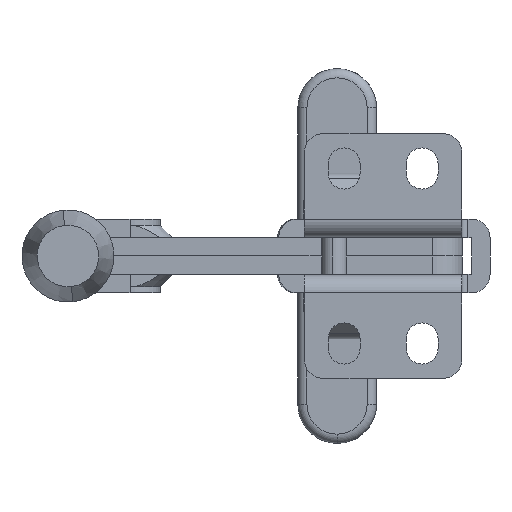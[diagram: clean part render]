
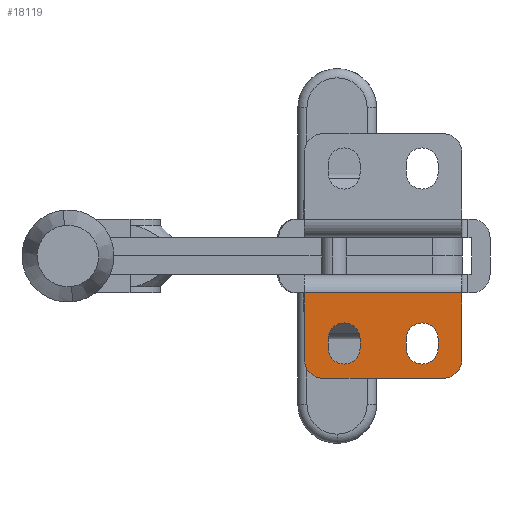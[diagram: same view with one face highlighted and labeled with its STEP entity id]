
A CAD part, front view. The second image highlights one B-rep face of the part: STEP entity #18119.
In plain terms, the highlighted planar face has unit normal (0, -1, 0).
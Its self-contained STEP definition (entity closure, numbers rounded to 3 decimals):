
#23 = AXIS2_PLACEMENT_3D ( 'NONE', #4863, #23095, #7478 ) ;
#67 = CARTESIAN_POINT ( 'NONE',  ( 0., 0., 12. ) ) ;
#396 = CARTESIAN_POINT ( 'NONE',  ( 0., 0., 0. ) ) ;
#575 = DIRECTION ( 'NONE',  ( 0., 1., 0. ) ) ;
#655 = CARTESIAN_POINT ( 'NONE',  ( -3.85, 0., -9. ) ) ;
#890 = EDGE_LOOP ( 'NONE', ( #2152, #23680, #1882, #27202, #5125, #7821 ) ) ;
#1426 = DIRECTION ( 'NONE',  ( -1., 0., 0. ) ) ;
#1443 = CARTESIAN_POINT ( 'NONE',  ( -6.45, 0., -9. ) ) ;
#1612 = CARTESIAN_POINT ( 'NONE',  ( -21.75, 0., 0. ) ) ;
#1882 = ORIENTED_EDGE ( 'NONE', *, *, #2711, .T. ) ;
#2152 = ORIENTED_EDGE ( 'NONE', *, *, #4821, .F. ) ;
#2711 = EDGE_CURVE ( 'NONE', #20127, #17705, #19866, .T. ) ;
#2911 = CARTESIAN_POINT ( 'NONE',  ( -25.6, 0., 12. ) ) ;
#3082 = DIRECTION ( 'NONE',  ( 0., 0., 1. ) ) ;
#3211 = CARTESIAN_POINT ( 'NONE',  ( -19.15, 0., -7.5 ) ) ;
#3361 = EDGE_CURVE ( 'NONE', #32445, #3469, #18624, .T. ) ;
#3389 = EDGE_CURVE ( 'NONE', #7275, #15115, #10061, .T. ) ;
#3469 = VERTEX_POINT ( 'NONE', #9420 ) ;
#3617 = EDGE_CURVE ( 'NONE', #22617, #32445, #12888, .T. ) ;
#3703 = VERTEX_POINT ( 'NONE', #5315 ) ;
#3843 = CARTESIAN_POINT ( 'NONE',  ( -19.15, 0., -9. ) ) ;
#4059 = CARTESIAN_POINT ( 'NONE',  ( -19.15, 0., -11.6 ) ) ;
#4064 = DIRECTION ( 'NONE',  ( -1., 0., 0. ) ) ;
#4101 = DIRECTION ( 'NONE',  ( 0., -1., 0. ) ) ;
#4249 = AXIS2_PLACEMENT_3D ( 'NONE', #3211, #21436, #5826 ) ;
#4336 = EDGE_CURVE ( 'NONE', #23312, #23263, #26782, .T. ) ;
#4553 = AXIS2_PLACEMENT_3D ( 'NONE', #1443, #19653, #4064 ) ;
#4591 = VECTOR ( 'NONE', #3082, 1000. ) ;
#4609 = CARTESIAN_POINT ( 'NONE',  ( -22.6, 0., -10.9 ) ) ;
#4821 = EDGE_CURVE ( 'NONE', #5150, #23312, #19843, .T. ) ;
#4863 = CARTESIAN_POINT ( 'NONE',  ( -19.15, 0., -9. ) ) ;
#5095 = EDGE_CURVE ( 'NONE', #19853, #22617, #26729, .T. ) ;
#5125 = ORIENTED_EDGE ( 'NONE', *, *, #32630, .T. ) ;
#5150 = VERTEX_POINT ( 'NONE', #30331 ) ;
#5250 = EDGE_CURVE ( 'NONE', #28290, #17705, #17303, .T. ) ;
#5315 = CARTESIAN_POINT ( 'NONE',  ( -9.05, 0., -7.5 ) ) ;
#5688 = CARTESIAN_POINT ( 'NONE',  ( -6.45, 0., -11.6 ) ) ;
#5826 = DIRECTION ( 'NONE',  ( -1., 0., 0. ) ) ;
#6426 = DIRECTION ( 'NONE',  ( -1., 0., 0. ) ) ;
#6610 = EDGE_CURVE ( 'NONE', #3469, #16529, #15203, .T. ) ;
#6642 = EDGE_CURVE ( 'NONE', #3703, #7275, #14392, .T. ) ;
#7210 = DIRECTION ( 'NONE',  ( -1., 0., 0. ) ) ;
#7255 = ORIENTED_EDGE ( 'NONE', *, *, #3361, .F. ) ;
#7275 = VERTEX_POINT ( 'NONE', #17151 ) ;
#7478 = DIRECTION ( 'NONE',  ( -1., 0., 0. ) ) ;
#7517 = CARTESIAN_POINT ( 'NONE',  ( -16.55, 0., -9. ) ) ;
#7821 = ORIENTED_EDGE ( 'NONE', *, *, #4336, .F. ) ;
#8731 = CIRCLE ( 'NONE', #4553, 2.6 ) ;
#8769 = DIRECTION ( 'NONE',  ( 0., -1., 0. ) ) ;
#9401 = AXIS2_PLACEMENT_3D ( 'NONE', #19694, #4101, #22336 ) ;
#9420 = CARTESIAN_POINT ( 'NONE',  ( -16.55, 0., -7.5 ) ) ;
#10061 = CIRCLE ( 'NONE', #9401, 2.6 ) ;
#10156 = LINE ( 'NONE', #396, #10989 ) ;
#10989 = VECTOR ( 'NONE', #24077, 1000. ) ;
#11152 = VECTOR ( 'NONE', #22364, 1000. ) ;
#11169 = CARTESIAN_POINT ( 'NONE',  ( -3.85, 0., 0. ) ) ;
#11282 = DIRECTION ( 'NONE',  ( 1., 0., 0. ) ) ;
#12375 = ORIENTED_EDGE ( 'NONE', *, *, #6610, .F. ) ;
#12888 = CIRCLE ( 'NONE', #23, 2.6 ) ;
#12892 = VECTOR ( 'NONE', #26166, 1000. ) ;
#12917 = VECTOR ( 'NONE', #18621, 1000. ) ;
#13166 = FACE_BOUND ( 'NONE', #25294, .T. ) ;
#13297 = VERTEX_POINT ( 'NONE', #655 ) ;
#13343 = CARTESIAN_POINT ( 'NONE',  ( -21.75, 0., -9. ) ) ;
#13360 = EDGE_CURVE ( 'NONE', #15115, #13297, #8731, .T. ) ;
#13969 = EDGE_CURVE ( 'NONE', #16529, #19853, #25011, .T. ) ;
#14392 = LINE ( 'NONE', #16306, #27466 ) ;
#14399 = CARTESIAN_POINT ( 'NONE',  ( 0., 0., 12. ) ) ;
#14865 = AXIS2_PLACEMENT_3D ( 'NONE', #14399, #17012, #1426 ) ;
#15115 = VERTEX_POINT ( 'NONE', #5688 ) ;
#15117 = EDGE_CURVE ( 'NONE', #13297, #26114, #24557, .T. ) ;
#15135 = EDGE_CURVE ( 'NONE', #26114, #3703, #30650, .T. ) ;
#15203 = CIRCLE ( 'NONE', #4249, 2.6 ) ;
#15606 = CARTESIAN_POINT ( 'NONE',  ( -3., 0., -13.9 ) ) ;
#15901 = AXIS2_PLACEMENT_3D ( 'NONE', #24384, #8769, #27024 ) ;
#16167 = CARTESIAN_POINT ( 'NONE',  ( -3., 0., -10.9 ) ) ;
#16200 = ORIENTED_EDGE ( 'NONE', *, *, #5095, .F. ) ;
#16306 = CARTESIAN_POINT ( 'NONE',  ( -9.05, 0., 0. ) ) ;
#16529 = VERTEX_POINT ( 'NONE', #21393 ) ;
#16635 = ORIENTED_EDGE ( 'NONE', *, *, #15117, .F. ) ;
#16732 = ORIENTED_EDGE ( 'NONE', *, *, #13360, .F. ) ;
#17012 = DIRECTION ( 'NONE',  ( 0., 1., 0. ) ) ;
#17151 = CARTESIAN_POINT ( 'NONE',  ( -9.05, 0., -9. ) ) ;
#17303 = CIRCLE ( 'NONE', #31253, 3. ) ;
#17305 = AXIS2_PLACEMENT_3D ( 'NONE', #3843, #22053, #6426 ) ;
#17705 = VERTEX_POINT ( 'NONE', #27668 ) ;
#17989 = EDGE_LOOP ( 'NONE', ( #16635, #16732, #31052, #19597, #23879 ) ) ;
#18119 = ADVANCED_FACE ( 'NONE', ( #33138, #13166, #20117 ), #32586, .F. ) ;
#18136 = CARTESIAN_POINT ( 'NONE',  ( -16.55, 0., 0. ) ) ;
#18621 = DIRECTION ( 'NONE',  ( 0., 0., -1. ) ) ;
#18624 = LINE ( 'NONE', #18136, #23932 ) ;
#18781 = DIRECTION ( 'NONE',  ( -1., 0., 0. ) ) ;
#18930 = DIRECTION ( 'NONE',  ( 0., 0., -1. ) ) ;
#19009 = CARTESIAN_POINT ( 'NONE',  ( 0., 0., -13.9 ) ) ;
#19597 = ORIENTED_EDGE ( 'NONE', *, *, #6642, .F. ) ;
#19653 = DIRECTION ( 'NONE',  ( 0., -1., 0. ) ) ;
#19694 = CARTESIAN_POINT ( 'NONE',  ( -6.45, 0., -9. ) ) ;
#19843 = LINE ( 'NONE', #67, #12892 ) ;
#19853 = VERTEX_POINT ( 'NONE', #13343 ) ;
#19866 = LINE ( 'NONE', #2911, #12917 ) ;
#20117 = FACE_BOUND ( 'NONE', #17989, .T. ) ;
#20127 = VERTEX_POINT ( 'NONE', #24855 ) ;
#20353 = ORIENTED_EDGE ( 'NONE', *, *, #13969, .F. ) ;
#20977 = CARTESIAN_POINT ( 'NONE',  ( -22.6, 0., -13.9 ) ) ;
#21393 = CARTESIAN_POINT ( 'NONE',  ( -21.75, 0., -7.5 ) ) ;
#21436 = DIRECTION ( 'NONE',  ( 0., -1., 0. ) ) ;
#21519 = CARTESIAN_POINT ( 'NONE',  ( -3.85, 0., -7.5 ) ) ;
#21554 = VECTOR ( 'NONE', #11282, 1000. ) ;
#22053 = DIRECTION ( 'NONE',  ( 0., -1., 0. ) ) ;
#22336 = DIRECTION ( 'NONE',  ( -1., 0., 0. ) ) ;
#22364 = DIRECTION ( 'NONE',  ( 0., 0., -1. ) ) ;
#22371 = LINE ( 'NONE', #19009, #21554 ) ;
#22617 = VERTEX_POINT ( 'NONE', #4059 ) ;
#22831 = DIRECTION ( 'NONE',  ( 0., 1., 0. ) ) ;
#23095 = DIRECTION ( 'NONE',  ( 0., -1., 0. ) ) ;
#23263 = VERTEX_POINT ( 'NONE', #15606 ) ;
#23312 = VERTEX_POINT ( 'NONE', #23471 ) ;
#23471 = CARTESIAN_POINT ( 'NONE',  ( 0., 0., -10.9 ) ) ;
#23680 = ORIENTED_EDGE ( 'NONE', *, *, #31826, .T. ) ;
#23879 = ORIENTED_EDGE ( 'NONE', *, *, #15135, .F. ) ;
#23932 = VECTOR ( 'NONE', #31211, 1000. ) ;
#24077 = DIRECTION ( 'NONE',  ( -1., 0., 0. ) ) ;
#24384 = CARTESIAN_POINT ( 'NONE',  ( -6.45, 0., -7.5 ) ) ;
#24557 = LINE ( 'NONE', #11169, #4591 ) ;
#24855 = CARTESIAN_POINT ( 'NONE',  ( -25.6, 0., 0. ) ) ;
#25011 = LINE ( 'NONE', #1612, #11152 ) ;
#25294 = EDGE_LOOP ( 'NONE', ( #7255, #31070, #16200, #20353, #12375 ) ) ;
#26114 = VERTEX_POINT ( 'NONE', #21519 ) ;
#26166 = DIRECTION ( 'NONE',  ( 0., 0., -1. ) ) ;
#26729 = CIRCLE ( 'NONE', #17305, 2.6 ) ;
#26782 = CIRCLE ( 'NONE', #29094, 3. ) ;
#27024 = DIRECTION ( 'NONE',  ( -1., 0., 0. ) ) ;
#27202 = ORIENTED_EDGE ( 'NONE', *, *, #5250, .F. ) ;
#27466 = VECTOR ( 'NONE', #18930, 1000. ) ;
#27668 = CARTESIAN_POINT ( 'NONE',  ( -25.6, 0., -10.9 ) ) ;
#28290 = VERTEX_POINT ( 'NONE', #20977 ) ;
#29094 = AXIS2_PLACEMENT_3D ( 'NONE', #16167, #575, #18781 ) ;
#30331 = CARTESIAN_POINT ( 'NONE',  ( 0., 0., 0. ) ) ;
#30650 = CIRCLE ( 'NONE', #15901, 2.6 ) ;
#31052 = ORIENTED_EDGE ( 'NONE', *, *, #3389, .F. ) ;
#31070 = ORIENTED_EDGE ( 'NONE', *, *, #3617, .F. ) ;
#31211 = DIRECTION ( 'NONE',  ( 0., 0., 1. ) ) ;
#31253 = AXIS2_PLACEMENT_3D ( 'NONE', #4609, #22831, #7210 ) ;
#31826 = EDGE_CURVE ( 'NONE', #5150, #20127, #10156, .T. ) ;
#32445 = VERTEX_POINT ( 'NONE', #7517 ) ;
#32586 = PLANE ( 'NONE',  #14865 ) ;
#32630 = EDGE_CURVE ( 'NONE', #28290, #23263, #22371, .T. ) ;
#33138 = FACE_OUTER_BOUND ( 'NONE', #890, .T. ) ;
